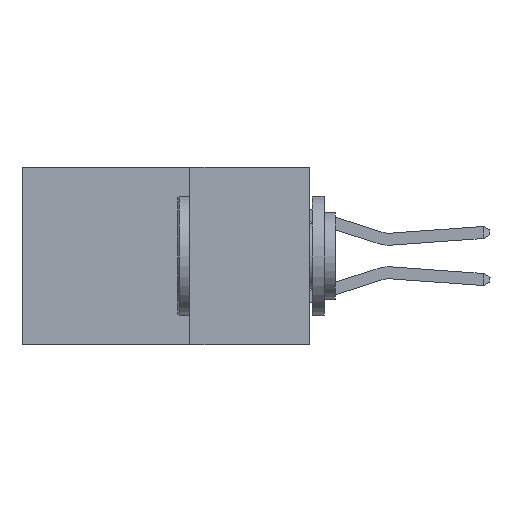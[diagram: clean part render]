
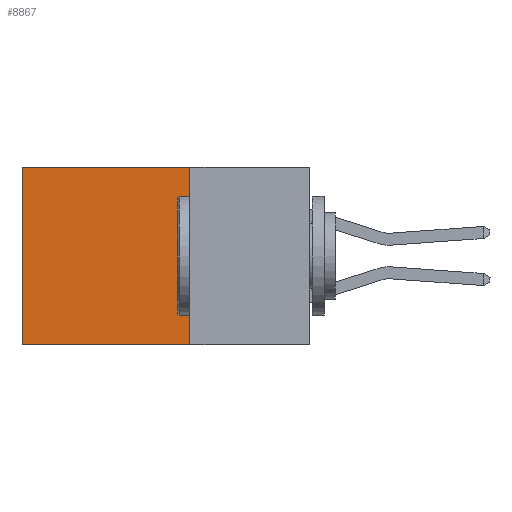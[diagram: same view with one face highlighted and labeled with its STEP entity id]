
A CAD part, left-side view. The second image highlights one B-rep face of the part: STEP entity #8867.
In plain terms, the highlighted planar face has unit normal (-1, 0, 0).
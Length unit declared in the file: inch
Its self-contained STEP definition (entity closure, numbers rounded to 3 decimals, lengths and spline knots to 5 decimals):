
#28 = DIRECTION ( 'NONE',  ( 0., 0., -1. ) ) ;
#434 = DIRECTION ( 'NONE',  ( 1., 0., 0. ) ) ;
#490 = EDGE_CURVE ( 'NONE', #5626, #852, #9770, .T. ) ;
#852 = VERTEX_POINT ( 'NONE', #14420 ) ;
#953 = CARTESIAN_POINT ( 'NONE',  ( 0.2615, 0.25, 0. ) ) ;
#1399 = VECTOR ( 'NONE', #11719, 39.37008 ) ;
#1426 = CARTESIAN_POINT ( 'NONE',  ( 0.2615, 0.6, -0.37 ) ) ;
#3223 = ORIENTED_EDGE ( 'NONE', *, *, #18762, .T. ) ;
#3278 = LINE ( 'NONE', #953, #7178 ) ;
#3665 = EDGE_CURVE ( 'NONE', #14497, #3958, #19584, .T. ) ;
#3958 = VERTEX_POINT ( 'NONE', #1426 ) ;
#5062 = CARTESIAN_POINT ( 'NONE',  ( 0.2615, 0.25, -0.37 ) ) ;
#5275 = EDGE_LOOP ( 'NONE', ( #19900, #19372, #10851, #3223 ) ) ;
#5396 = PLANE ( 'NONE',  #11239 ) ;
#5626 = VERTEX_POINT ( 'NONE', #5752 ) ;
#5752 = CARTESIAN_POINT ( 'NONE',  ( 0.2615, 0.25, 0. ) ) ;
#5798 = CARTESIAN_POINT ( 'NONE',  ( 0.2615, 0.6, -0.37 ) ) ;
#7178 = VECTOR ( 'NONE', #7661, 39.37008 ) ;
#7661 = DIRECTION ( 'NONE',  ( 0., 1., 0. ) ) ;
#8867 = ADVANCED_FACE ( 'NONE', ( #16934 ), #5396, .F. ) ;
#9770 = LINE ( 'NONE', #12873, #14098 ) ;
#10397 = CARTESIAN_POINT ( 'NONE',  ( 0.2615, 0.25, -0.37 ) ) ;
#10851 = ORIENTED_EDGE ( 'NONE', *, *, #490, .F. ) ;
#10933 = DIRECTION ( 'NONE',  ( 0., 0., -1. ) ) ;
#11239 = AXIS2_PLACEMENT_3D ( 'NONE', #10397, #434, #12057 ) ;
#11719 = DIRECTION ( 'NONE',  ( 0., 1., 0. ) ) ;
#12057 = DIRECTION ( 'NONE',  ( 0., 0., -1. ) ) ;
#12873 = CARTESIAN_POINT ( 'NONE',  ( 0.2615, 0.25, -0.37 ) ) ;
#13653 = EDGE_CURVE ( 'NONE', #852, #3958, #14540, .T. ) ;
#13868 = VECTOR ( 'NONE', #28, 39.37008 ) ;
#14098 = VECTOR ( 'NONE', #10933, 39.37008 ) ;
#14420 = CARTESIAN_POINT ( 'NONE',  ( 0.2615, 0.25, -0.37 ) ) ;
#14497 = VERTEX_POINT ( 'NONE', #20026 ) ;
#14540 = LINE ( 'NONE', #5062, #1399 ) ;
#16934 = FACE_OUTER_BOUND ( 'NONE', #5275, .T. ) ;
#18762 = EDGE_CURVE ( 'NONE', #5626, #14497, #3278, .T. ) ;
#19372 = ORIENTED_EDGE ( 'NONE', *, *, #13653, .F. ) ;
#19584 = LINE ( 'NONE', #5798, #13868 ) ;
#19900 = ORIENTED_EDGE ( 'NONE', *, *, #3665, .T. ) ;
#20026 = CARTESIAN_POINT ( 'NONE',  ( 0.2615, 0.6, 0. ) ) ;
